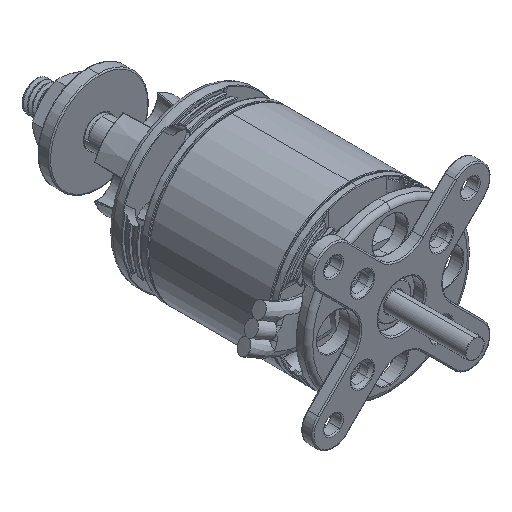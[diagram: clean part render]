
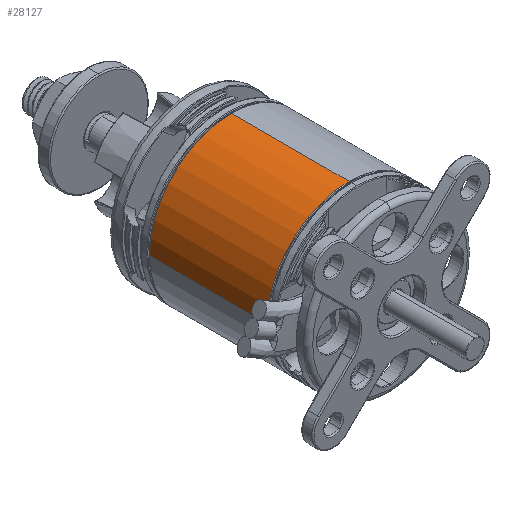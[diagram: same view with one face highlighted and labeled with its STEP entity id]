
A CAD part, isometric view. The second image highlights one B-rep face of the part: STEP entity #28127.
In plain terms, the highlighted cylindrical face has radius 14 mm (diameter 28 mm), a partial arc.
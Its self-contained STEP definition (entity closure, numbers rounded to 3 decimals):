
#864 = DIRECTION ( 'NONE',  ( 0., -1., 0. ) ) ;
#1836 = DIRECTION ( 'NONE',  ( 0., 1., 0. ) ) ;
#2159 = AXIS2_PLACEMENT_3D ( 'NONE', #15466, #11851, #24515 ) ;
#3662 = VECTOR ( 'NONE', #864, 1000. ) ;
#3689 = CARTESIAN_POINT ( 'NONE',  ( 0., -8.55, 0. ) ) ;
#3776 = ORIENTED_EDGE ( 'NONE', *, *, #5800, .T. ) ;
#3889 = CARTESIAN_POINT ( 'NONE',  ( -14., 41.196, 0. ) ) ;
#4278 = DIRECTION ( 'NONE',  ( 0., -1., 0. ) ) ;
#5800 = EDGE_CURVE ( 'NONE', #17553, #33111, #19658, .T. ) ;
#7246 = EDGE_CURVE ( 'NONE', #33111, #38017, #28228, .T. ) ;
#7662 = AXIS2_PLACEMENT_3D ( 'NONE', #3689, #4278, #25391 ) ;
#8298 = CARTESIAN_POINT ( 'NONE',  ( 0., -8.55, 14. ) ) ;
#9733 = EDGE_CURVE ( 'NONE', #28278, #17553, #25977, .T. ) ;
#11851 = DIRECTION ( 'NONE',  ( 0., 1., 0. ) ) ;
#12172 = ORIENTED_EDGE ( 'NONE', *, *, #9733, .T. ) ;
#13810 = CARTESIAN_POINT ( 'NONE',  ( -14., -8.55, 0. ) ) ;
#15466 = CARTESIAN_POINT ( 'NONE',  ( 0., 41.196, 0. ) ) ;
#17553 = VERTEX_POINT ( 'NONE', #30959 ) ;
#19171 = VECTOR ( 'NONE', #38398, 1000. ) ;
#19658 = LINE ( 'NONE', #25712, #19171 ) ;
#20322 = CARTESIAN_POINT ( 'NONE',  ( 0., -28.65, 0. ) ) ;
#24515 = DIRECTION ( 'NONE',  ( 0., 0., 1. ) ) ;
#25391 = DIRECTION ( 'NONE',  ( 0., 0., 1. ) ) ;
#25712 = CARTESIAN_POINT ( 'NONE',  ( 0., 41.196, 14. ) ) ;
#25969 = DIRECTION ( 'NONE',  ( 0., 0., -1. ) ) ;
#25977 = CIRCLE ( 'NONE', #36874, 14. ) ;
#28127 = ADVANCED_FACE ( 'NONE', ( #30958 ), #36786, .T. ) ;
#28228 = CIRCLE ( 'NONE', #7662, 14. ) ;
#28278 = VERTEX_POINT ( 'NONE', #34376 ) ;
#30725 = ORIENTED_EDGE ( 'NONE', *, *, #7246, .T. ) ;
#30958 = FACE_OUTER_BOUND ( 'NONE', #35985, .T. ) ;
#30959 = CARTESIAN_POINT ( 'NONE',  ( 0., -28.65, 14. ) ) ;
#31454 = LINE ( 'NONE', #3889, #3662 ) ;
#33111 = VERTEX_POINT ( 'NONE', #8298 ) ;
#33861 = EDGE_CURVE ( 'NONE', #38017, #28278, #31454, .T. ) ;
#34369 = ORIENTED_EDGE ( 'NONE', *, *, #33861, .T. ) ;
#34376 = CARTESIAN_POINT ( 'NONE',  ( -14., -28.65, 0. ) ) ;
#35985 = EDGE_LOOP ( 'NONE', ( #12172, #3776, #30725, #34369 ) ) ;
#36786 = CYLINDRICAL_SURFACE ( 'NONE', #2159, 14. ) ;
#36874 = AXIS2_PLACEMENT_3D ( 'NONE', #20322, #1836, #25969 ) ;
#38017 = VERTEX_POINT ( 'NONE', #13810 ) ;
#38398 = DIRECTION ( 'NONE',  ( 0., 1., 0. ) ) ;
